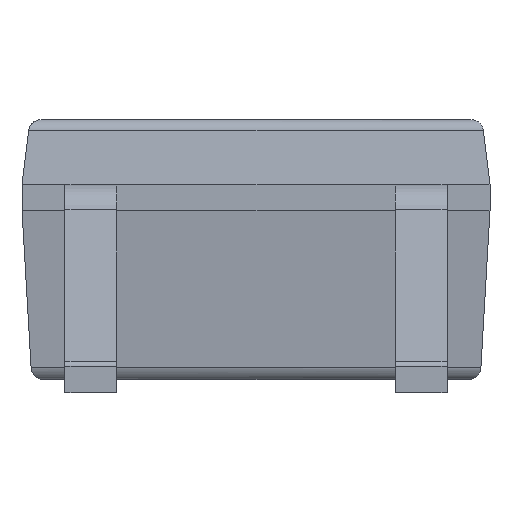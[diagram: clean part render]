
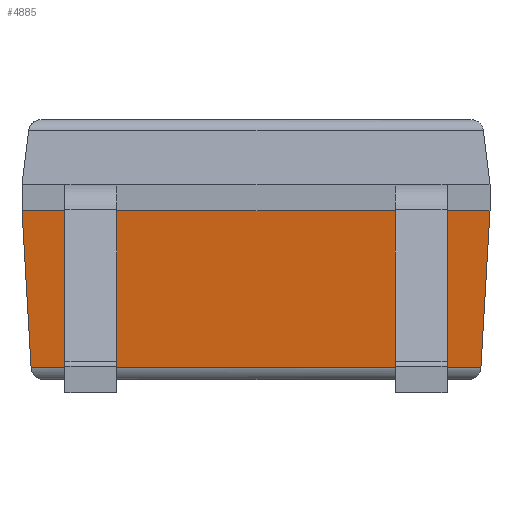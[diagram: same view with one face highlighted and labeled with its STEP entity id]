
A CAD part, left-side view. The second image highlights one B-rep face of the part: STEP entity #4885.
In plain terms, the highlighted planar face has unit normal (-0.995, 0, -0.097).
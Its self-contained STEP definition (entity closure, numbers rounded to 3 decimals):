
#285=LINE('',#7366,#620);
#292=LINE('',#7393,#627);
#303=LINE('',#7437,#638);
#327=LINE('',#7480,#662);
#329=LINE('',#7483,#664);
#330=LINE('',#7485,#665);
#331=LINE('',#7487,#666);
#332=LINE('',#7489,#667);
#620=VECTOR('',#5565,1000.);
#627=VECTOR('',#5576,1000.);
#638=VECTOR('',#5597,1000.);
#662=VECTOR('',#5639,1000.);
#664=VECTOR('',#5643,1000.);
#665=VECTOR('',#5644,1000.);
#666=VECTOR('',#5645,1000.);
#667=VECTOR('',#5646,1000.);
#1347=ORIENTED_EDGE('',*,*,#2120,.T.);
#1348=ORIENTED_EDGE('',*,*,#2121,.T.);
#1349=ORIENTED_EDGE('',*,*,#2122,.T.);
#1350=ORIENTED_EDGE('',*,*,#2123,.T.);
#1351=ORIENTED_EDGE('',*,*,#2094,.T.);
#1352=ORIENTED_EDGE('',*,*,#2070,.T.);
#1353=ORIENTED_EDGE('',*,*,#2118,.F.);
#1354=ORIENTED_EDGE('',*,*,#2079,.F.);
#2070=EDGE_CURVE('',#2473,#2470,#285,.T.);
#2079=EDGE_CURVE('',#2480,#2475,#292,.T.);
#2094=EDGE_CURVE('',#2493,#2473,#303,.T.);
#2118=EDGE_CURVE('',#2475,#2470,#327,.T.);
#2120=EDGE_CURVE('',#2480,#2503,#329,.T.);
#2121=EDGE_CURVE('',#2503,#2504,#330,.T.);
#2122=EDGE_CURVE('',#2504,#2505,#331,.T.);
#2123=EDGE_CURVE('',#2505,#2493,#332,.T.);
#2470=VERTEX_POINT('',#7351);
#2473=VERTEX_POINT('',#7367);
#2475=VERTEX_POINT('',#7377);
#2480=VERTEX_POINT('',#7392);
#2493=VERTEX_POINT('',#7438);
#2503=VERTEX_POINT('',#7484);
#2504=VERTEX_POINT('',#7486);
#2505=VERTEX_POINT('',#7488);
#2869=EDGE_LOOP('',(#1347,#1348,#1349,#1350,#1351,#1352,#1353,#1354));
#3100=FACE_BOUND('',#2869,.T.);
#3289=PLANE('',#5075);
#4885=ADVANCED_FACE('',(#3100),#3289,.F.);
#5075=AXIS2_PLACEMENT_3D('',#7482,#5641,#5642);
#5565=DIRECTION('',(0.097,-0.057,-0.994));
#5576=DIRECTION('',(0.097,0.057,-0.994));
#5597=DIRECTION('',(0.,1.,0.));
#5639=DIRECTION('',(0.,1.,0.));
#5641=DIRECTION('',(0.995,0.,0.097));
#5642=DIRECTION('',(0.097,0.,-0.995));
#5643=DIRECTION('',(0.,1.,0.));
#5644=DIRECTION('',(0.,1.,0.));
#5645=DIRECTION('',(0.,1.,0.));
#5646=DIRECTION('',(0.,1.,0.));
#7351=CARTESIAN_POINT('',(-2.082,1.73,0.19));
#7366=CARTESIAN_POINT('',(-2.18,1.788,1.194));
#7367=CARTESIAN_POINT('',(-2.2,1.8,1.4));
#7377=CARTESIAN_POINT('',(-2.082,-1.73,0.19));
#7392=CARTESIAN_POINT('',(-2.2,-1.8,1.4));
#7393=CARTESIAN_POINT('',(-2.2,-1.8,1.4));
#7437=CARTESIAN_POINT('',(-2.2,-1.8,1.4));
#7438=CARTESIAN_POINT('',(-2.2,1.47,1.4));
#7480=CARTESIAN_POINT('',(-2.082,-1.8,0.19));
#7482=CARTESIAN_POINT('',(-2.2,-1.8,1.4));
#7483=CARTESIAN_POINT('',(-2.2,-1.8,1.4));
#7484=CARTESIAN_POINT('',(-2.2,-1.47,1.4));
#7485=CARTESIAN_POINT('',(-2.2,-1.8,1.4));
#7486=CARTESIAN_POINT('',(-2.2,-1.07,1.4));
#7487=CARTESIAN_POINT('',(-2.2,-1.8,1.4));
#7488=CARTESIAN_POINT('',(-2.2,1.07,1.4));
#7489=CARTESIAN_POINT('',(-2.2,-1.8,1.4));
